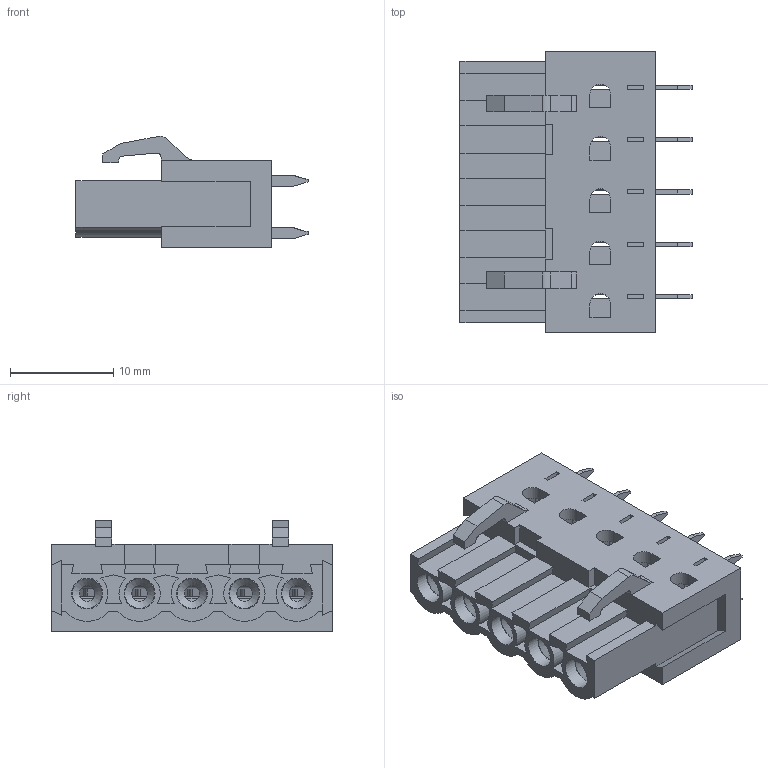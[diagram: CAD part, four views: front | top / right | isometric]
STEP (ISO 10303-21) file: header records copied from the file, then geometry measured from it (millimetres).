
FILE_DESCRIPTION( ( 'Unknown' ), '1' );
FILE_NAME( '691307500005.stp', 'Unknown', ( 'Unknown' ), ( 'Unknown' ), 'PSStep 15.0.49', 'Unknown', ' ' );
FILE_SCHEMA( ( 'AUTOMOTIVE_DESIGN { 1 0 10303 214 1 1 1 1 }' ) );
Length unit declared in the file: millimetre
Products named in the file (4): Assem1; contact; 691309510005; 691309510005_back wall
Assembly tree (7 placements, depth 2):
  Assem1
    contact  x5
    691309510005
    691309510005_back wall
Bounding box: 22.5 x 27.32 x 10.8 mm (x, y, z)
Volume: 2005.1 mm3; surface area: 5069.3 mm2
Topology: 7 solids, 7 shells, 838 faces, 2251 edges, 1431 vertices
Faces by surface type: plane 592, cylinder 206, bspline 30, cone 5, sphere 5
Full cylindrical faces by diameter (mm): 0.7 x5, 1 x10, 1.5 x5, 3 x5
Entity records: 19962 total; most frequent: CARTESIAN_POINT 3514, ORIENTED_EDGE 2562, DIRECTION 2426, EDGE_CURVE 1281, LINE 1076, VECTOR 1076, VERTEX_POINT 859, AXIS2_PLACEMENT_3D 675
